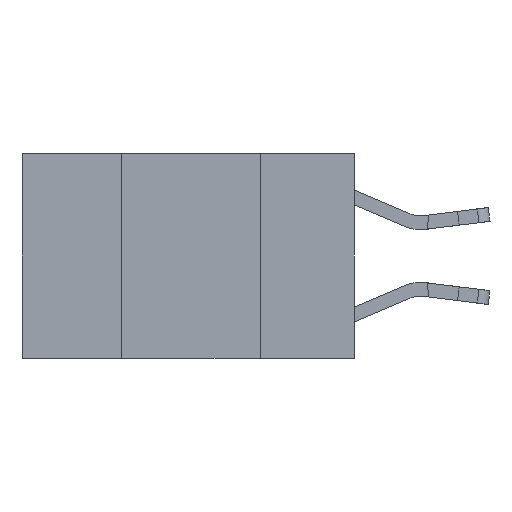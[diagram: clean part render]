
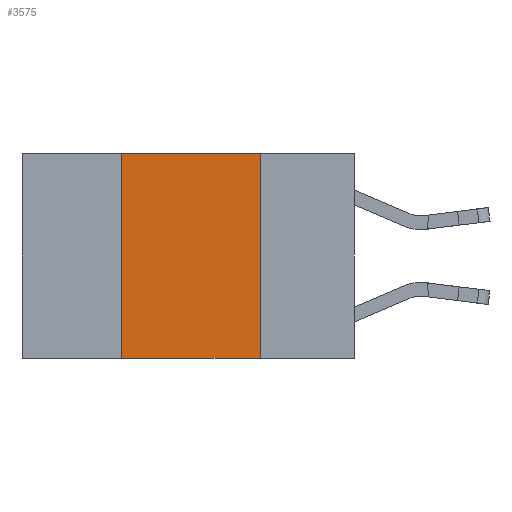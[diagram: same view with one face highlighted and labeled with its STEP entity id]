
A CAD part, left-side view. The second image highlights one B-rep face of the part: STEP entity #3575.
In plain terms, the highlighted planar face has unit normal (-1, 0, 0).
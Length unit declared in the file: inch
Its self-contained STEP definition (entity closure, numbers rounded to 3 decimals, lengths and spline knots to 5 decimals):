
#22 = DIRECTION ( 'NONE',  ( 0., -1., 0. ) ) ;
#726 = CARTESIAN_POINT ( 'NONE',  ( 0., 0.6, 0. ) ) ;
#865 = AXIS2_PLACEMENT_3D ( 'NONE', #726, #4344, #9759 ) ;
#867 = EDGE_CURVE ( 'NONE', #14287, #14153, #2218, .T. ) ;
#1170 = CARTESIAN_POINT ( 'NONE',  ( 0., 0.6, 0. ) ) ;
#1357 = EDGE_CURVE ( 'NONE', #14153, #3364, #14251, .T. ) ;
#2218 = LINE ( 'NONE', #1170, #7553 ) ;
#2506 = CARTESIAN_POINT ( 'NONE',  ( 0., 0.6, -0.37 ) ) ;
#2572 = CARTESIAN_POINT ( 'NONE',  ( 0., 0.42, -0.37 ) ) ;
#2814 = DIRECTION ( 'NONE',  ( 0., -1., 0. ) ) ;
#3117 = PLANE ( 'NONE',  #865 ) ;
#3235 = CARTESIAN_POINT ( 'NONE',  ( 0., 0.17, 0. ) ) ;
#3364 = VERTEX_POINT ( 'NONE', #4943 ) ;
#3575 = ADVANCED_FACE ( 'NONE', ( #14419 ), #3117, .F. ) ;
#4134 = VERTEX_POINT ( 'NONE', #2572 ) ;
#4180 = ORIENTED_EDGE ( 'NONE', *, *, #11111, .T. ) ;
#4344 = DIRECTION ( 'NONE',  ( 1., 0., 0. ) ) ;
#4611 = VECTOR ( 'NONE', #5447, 39.37008 ) ;
#4943 = CARTESIAN_POINT ( 'NONE',  ( 0., 0.17, -0.37 ) ) ;
#5447 = DIRECTION ( 'NONE',  ( 0., 0., -1. ) ) ;
#6688 = DIRECTION ( 'NONE',  ( 0., 0., 1. ) ) ;
#7553 = VECTOR ( 'NONE', #22, 39.37008 ) ;
#8371 = VECTOR ( 'NONE', #2814, 39.37008 ) ;
#8410 = LINE ( 'NONE', #2506, #8371 ) ;
#8980 = CARTESIAN_POINT ( 'NONE',  ( 0., 0.42, 0. ) ) ;
#9453 = LINE ( 'NONE', #13406, #14266 ) ;
#9498 = ORIENTED_EDGE ( 'NONE', *, *, #1357, .F. ) ;
#9759 = DIRECTION ( 'NONE',  ( 0., 0., -1. ) ) ;
#10315 = CARTESIAN_POINT ( 'NONE',  ( 0., 0.17, 0. ) ) ;
#11111 = EDGE_CURVE ( 'NONE', #4134, #3364, #8410, .T. ) ;
#12763 = ORIENTED_EDGE ( 'NONE', *, *, #13648, .F. ) ;
#12896 = EDGE_LOOP ( 'NONE', ( #9498, #13097, #12763, #4180 ) ) ;
#13097 = ORIENTED_EDGE ( 'NONE', *, *, #867, .F. ) ;
#13406 = CARTESIAN_POINT ( 'NONE',  ( 0., 0.42, 0. ) ) ;
#13648 = EDGE_CURVE ( 'NONE', #4134, #14287, #9453, .T. ) ;
#14153 = VERTEX_POINT ( 'NONE', #10315 ) ;
#14251 = LINE ( 'NONE', #3235, #4611 ) ;
#14266 = VECTOR ( 'NONE', #6688, 39.37008 ) ;
#14287 = VERTEX_POINT ( 'NONE', #8980 ) ;
#14419 = FACE_OUTER_BOUND ( 'NONE', #12896, .T. ) ;
